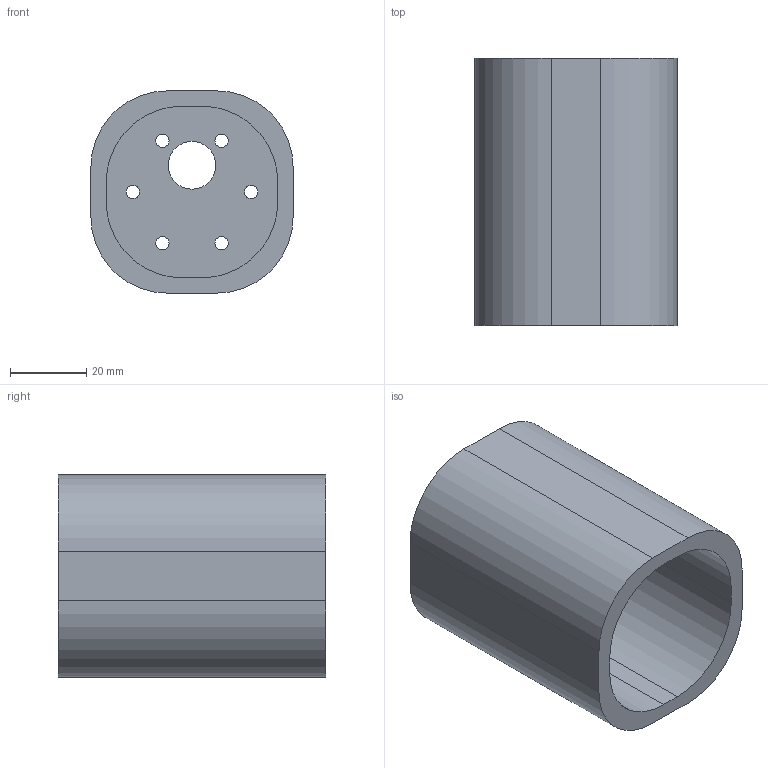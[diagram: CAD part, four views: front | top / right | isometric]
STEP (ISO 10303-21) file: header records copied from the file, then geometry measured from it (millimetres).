
FILE_DESCRIPTION(/* description */ (''),/* implementation_level */ '2;1');
FILE_NAME(/* name */ 'MotorEnclosure_Top.prt.step',/* time_stamp */ '2021-10-28T10:53:03+01:00',/* author */ (''),/* organization */ (''),/* preprocessor_version */ 'ST-DEVELOPER v15',/* originating_system */ 'SIEMENS PLM Software NX 9.0',/* authorisation */ '');
FILE_SCHEMA (('AUTOMOTIVE_DESIGN { 1 0 10303 214 3 1 1 1 }'));
Length unit declared in the file: millimetre
Products named in the file (1): MotorEnclosure_Top
Bounding box: 53 x 70 x 53 mm (x, y, z)
Volume: 60884.8 mm3; surface area: 27041.6 mm2
Topology: 1 solids, 1 shells, 26 faces, 69 edges, 46 vertices
Faces by surface type: cylinder 15, plane 11
Full cylindrical faces by diameter (mm): 3.5 x6, 12.5 x1
Entity records: 840 total; most frequent: DIRECTION 146, CARTESIAN_POINT 135, ORIENTED_EDGE 124, EDGE_CURVE 62, AXIS2_PLACEMENT_3D 57, EDGE_LOOP 48, VERTEX_POINT 46, FACE_BOUND 32
